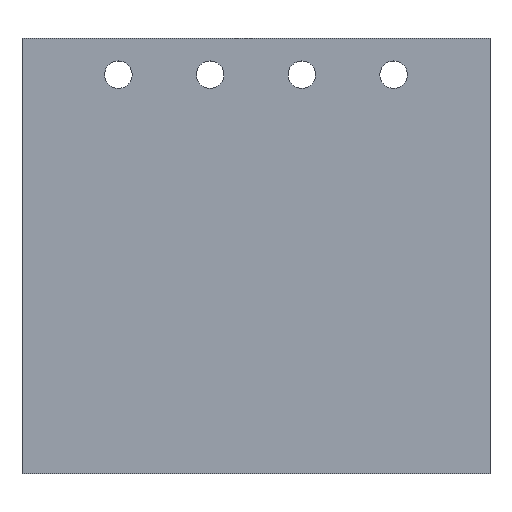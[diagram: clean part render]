
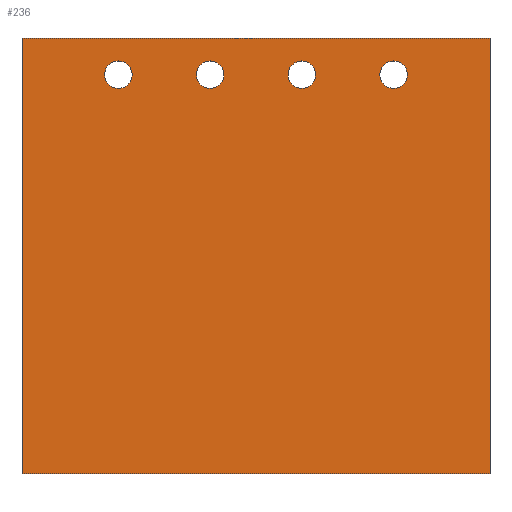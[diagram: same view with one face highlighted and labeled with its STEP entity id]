
A CAD part, top view. The second image highlights one B-rep face of the part: STEP entity #236.
In plain terms, the highlighted planar face has unit normal (0, 0, 1).
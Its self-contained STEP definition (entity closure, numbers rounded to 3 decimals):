
#9 = VERTEX_POINT ( 'NONE', #567 ) ;
#11 = LINE ( 'NONE', #201, #480 ) ;
#16 = CIRCLE ( 'NONE', #315, 0.381 ) ;
#17 = VERTEX_POINT ( 'NONE', #755 ) ;
#20 = LINE ( 'NONE', #613, #176 ) ;
#24 = ORIENTED_EDGE ( 'NONE', *, *, #476, .T. ) ;
#30 = ORIENTED_EDGE ( 'NONE', *, *, #540, .F. ) ;
#34 = CARTESIAN_POINT ( 'NONE',  ( 4.191, 5.017, 1. ) ) ;
#37 = DIRECTION ( 'NONE',  ( -1., 0., 0. ) ) ;
#40 = DIRECTION ( 'NONE',  ( 1., 0., 0. ) ) ;
#51 = DIRECTION ( 'NONE',  ( 1., 0., 0. ) ) ;
#58 = DIRECTION ( 'NONE',  ( 0., 0., 1. ) ) ;
#69 = DIRECTION ( 'NONE',  ( 1., 0., 0. ) ) ;
#77 = AXIS2_PLACEMENT_3D ( 'NONE', #448, #146, #385 ) ;
#83 = CARTESIAN_POINT ( 'NONE',  ( 1.27, 5.017, 1. ) ) ;
#86 = EDGE_CURVE ( 'NONE', #9, #398, #454, .T. ) ;
#91 = CIRCLE ( 'NONE', #644, 0.381 ) ;
#99 = CARTESIAN_POINT ( 'NONE',  ( 3.429, 5.017, 1. ) ) ;
#102 = CARTESIAN_POINT ( 'NONE',  ( -3.81, 5.017, 1. ) ) ;
#113 = DIRECTION ( 'NONE',  ( 0., 1., 0. ) ) ;
#118 = CARTESIAN_POINT ( 'NONE',  ( 0., 0., 1. ) ) ;
#135 = DIRECTION ( 'NONE',  ( 1., 0., 0. ) ) ;
#144 = VERTEX_POINT ( 'NONE', #237 ) ;
#146 = DIRECTION ( 'NONE',  ( 0., 0., 1. ) ) ;
#150 = DIRECTION ( 'NONE',  ( 0., 0., 1. ) ) ;
#159 = CARTESIAN_POINT ( 'NONE',  ( -6.477, -6.032, 1. ) ) ;
#171 = ORIENTED_EDGE ( 'NONE', *, *, #421, .T. ) ;
#172 = DIRECTION ( 'NONE',  ( 0., 0., 1. ) ) ;
#174 = EDGE_CURVE ( 'NONE', #625, #711, #16, .T. ) ;
#176 = VECTOR ( 'NONE', #135, 1000. ) ;
#182 = CARTESIAN_POINT ( 'NONE',  ( -6.477, 6.032, 1. ) ) ;
#183 = EDGE_LOOP ( 'NONE', ( #443, #664 ) ) ;
#190 = ORIENTED_EDGE ( 'NONE', *, *, #748, .F. ) ;
#201 = CARTESIAN_POINT ( 'NONE',  ( -6.477, 6.032, 1. ) ) ;
#202 = EDGE_LOOP ( 'NONE', ( #607, #171, #24, #769 ) ) ;
#207 = ORIENTED_EDGE ( 'NONE', *, *, #666, .F. ) ;
#220 = AXIS2_PLACEMENT_3D ( 'NONE', #83, #662, #544 ) ;
#230 = DIRECTION ( 'NONE',  ( 0., 0., 1. ) ) ;
#231 = VERTEX_POINT ( 'NONE', #295 ) ;
#236 = ADVANCED_FACE ( 'NONE', ( #773, #537, #471, #710, #288 ), #541, .T. ) ;
#237 = CARTESIAN_POINT ( 'NONE',  ( -1.651, 5.017, 1. ) ) ;
#238 = EDGE_LOOP ( 'NONE', ( #190, #526 ) ) ;
#245 = LINE ( 'NONE', #481, #632 ) ;
#250 = VERTEX_POINT ( 'NONE', #291 ) ;
#255 = AXIS2_PLACEMENT_3D ( 'NONE', #118, #172, #51 ) ;
#259 = ORIENTED_EDGE ( 'NONE', *, *, #438, .F. ) ;
#261 = CARTESIAN_POINT ( 'NONE',  ( -4.191, 5.017, 1. ) ) ;
#288 = FACE_OUTER_BOUND ( 'NONE', #202, .T. ) ;
#291 = CARTESIAN_POINT ( 'NONE',  ( 0.889, 5.017, 1. ) ) ;
#295 = CARTESIAN_POINT ( 'NONE',  ( -3.429, 5.017, 1. ) ) ;
#297 = EDGE_CURVE ( 'NONE', #580, #9, #245, .T. ) ;
#300 = AXIS2_PLACEMENT_3D ( 'NONE', #423, #58, #362 ) ;
#304 = EDGE_CURVE ( 'NONE', #144, #17, #727, .T. ) ;
#311 = DIRECTION ( 'NONE',  ( 0., 0., 1. ) ) ;
#314 = AXIS2_PLACEMENT_3D ( 'NONE', #102, #150, #323 ) ;
#315 = AXIS2_PLACEMENT_3D ( 'NONE', #474, #230, #708 ) ;
#319 = EDGE_LOOP ( 'NONE', ( #259, #371 ) ) ;
#323 = DIRECTION ( 'NONE',  ( 1., 0., 0. ) ) ;
#362 = DIRECTION ( 'NONE',  ( 1., 0., 0. ) ) ;
#371 = ORIENTED_EDGE ( 'NONE', *, *, #609, .F. ) ;
#385 = DIRECTION ( 'NONE',  ( 1., 0., 0. ) ) ;
#398 = VERTEX_POINT ( 'NONE', #182 ) ;
#417 = VERTEX_POINT ( 'NONE', #600 ) ;
#421 = EDGE_CURVE ( 'NONE', #398, #676, #11, .T. ) ;
#423 = CARTESIAN_POINT ( 'NONE',  ( -1.27, 5.017, 1. ) ) ;
#433 = CARTESIAN_POINT ( 'NONE',  ( 6.477, -6.032, 1. ) ) ;
#436 = DIRECTION ( 'NONE',  ( 1., 0., 0. ) ) ;
#438 = EDGE_CURVE ( 'NONE', #417, #250, #592, .T. ) ;
#443 = ORIENTED_EDGE ( 'NONE', *, *, #577, .F. ) ;
#444 = AXIS2_PLACEMENT_3D ( 'NONE', #667, #610, #69 ) ;
#445 = CIRCLE ( 'NONE', #646, 0.381 ) ;
#448 = CARTESIAN_POINT ( 'NONE',  ( 3.81, 5.017, 1. ) ) ;
#453 = CARTESIAN_POINT ( 'NONE',  ( 1.27, 5.017, 1. ) ) ;
#454 = LINE ( 'NONE', #572, #483 ) ;
#471 = FACE_BOUND ( 'NONE', #319, .T. ) ;
#472 = VERTEX_POINT ( 'NONE', #261 ) ;
#474 = CARTESIAN_POINT ( 'NONE',  ( 3.81, 5.017, 1. ) ) ;
#476 = EDGE_CURVE ( 'NONE', #676, #580, #20, .T. ) ;
#480 = VECTOR ( 'NONE', #729, 1000. ) ;
#481 = CARTESIAN_POINT ( 'NONE',  ( 6.477, -6.032, 1. ) ) ;
#483 = VECTOR ( 'NONE', #37, 1000. ) ;
#526 = ORIENTED_EDGE ( 'NONE', *, *, #174, .F. ) ;
#537 = FACE_BOUND ( 'NONE', #183, .T. ) ;
#540 = EDGE_CURVE ( 'NONE', #231, #472, #581, .T. ) ;
#541 = PLANE ( 'NONE',  #255 ) ;
#544 = DIRECTION ( 'NONE',  ( 1., 0., 0. ) ) ;
#553 = CARTESIAN_POINT ( 'NONE',  ( -1.27, 5.017, 1. ) ) ;
#567 = CARTESIAN_POINT ( 'NONE',  ( 6.477, 6.032, 1. ) ) ;
#572 = CARTESIAN_POINT ( 'NONE',  ( 6.477, 6.032, 1. ) ) ;
#577 = EDGE_CURVE ( 'NONE', #17, #144, #91, .T. ) ;
#580 = VERTEX_POINT ( 'NONE', #433 ) ;
#581 = CIRCLE ( 'NONE', #444, 0.381 ) ;
#592 = CIRCLE ( 'NONE', #220, 0.381 ) ;
#594 = CIRCLE ( 'NONE', #77, 0.381 ) ;
#600 = CARTESIAN_POINT ( 'NONE',  ( 1.651, 5.017, 1. ) ) ;
#607 = ORIENTED_EDGE ( 'NONE', *, *, #86, .T. ) ;
#609 = EDGE_CURVE ( 'NONE', #250, #417, #445, .T. ) ;
#610 = DIRECTION ( 'NONE',  ( 0., 0., 1. ) ) ;
#613 = CARTESIAN_POINT ( 'NONE',  ( -6.477, -6.032, 1. ) ) ;
#619 = EDGE_LOOP ( 'NONE', ( #30, #207 ) ) ;
#625 = VERTEX_POINT ( 'NONE', #99 ) ;
#632 = VECTOR ( 'NONE', #113, 1000. ) ;
#644 = AXIS2_PLACEMENT_3D ( 'NONE', #553, #311, #436 ) ;
#646 = AXIS2_PLACEMENT_3D ( 'NONE', #453, #683, #40 ) ;
#662 = DIRECTION ( 'NONE',  ( 0., 0., 1. ) ) ;
#664 = ORIENTED_EDGE ( 'NONE', *, *, #304, .F. ) ;
#666 = EDGE_CURVE ( 'NONE', #472, #231, #728, .T. ) ;
#667 = CARTESIAN_POINT ( 'NONE',  ( -3.81, 5.017, 1. ) ) ;
#676 = VERTEX_POINT ( 'NONE', #159 ) ;
#683 = DIRECTION ( 'NONE',  ( 0., 0., 1. ) ) ;
#708 = DIRECTION ( 'NONE',  ( 1., 0., 0. ) ) ;
#710 = FACE_BOUND ( 'NONE', #238, .T. ) ;
#711 = VERTEX_POINT ( 'NONE', #34 ) ;
#727 = CIRCLE ( 'NONE', #300, 0.381 ) ;
#728 = CIRCLE ( 'NONE', #314, 0.381 ) ;
#729 = DIRECTION ( 'NONE',  ( 0., -1., 0. ) ) ;
#748 = EDGE_CURVE ( 'NONE', #711, #625, #594, .T. ) ;
#755 = CARTESIAN_POINT ( 'NONE',  ( -0.889, 5.017, 1. ) ) ;
#769 = ORIENTED_EDGE ( 'NONE', *, *, #297, .T. ) ;
#773 = FACE_BOUND ( 'NONE', #619, .T. ) ;
